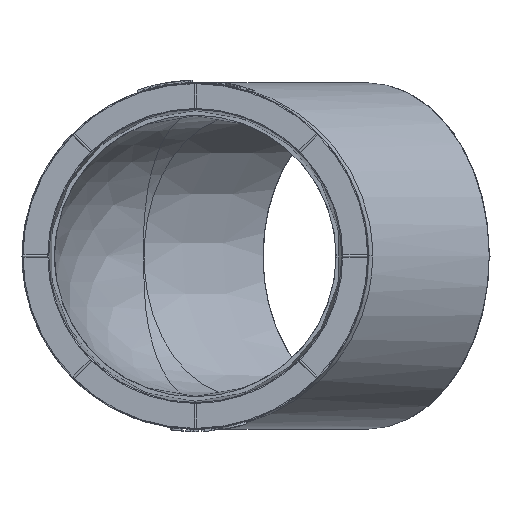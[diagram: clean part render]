
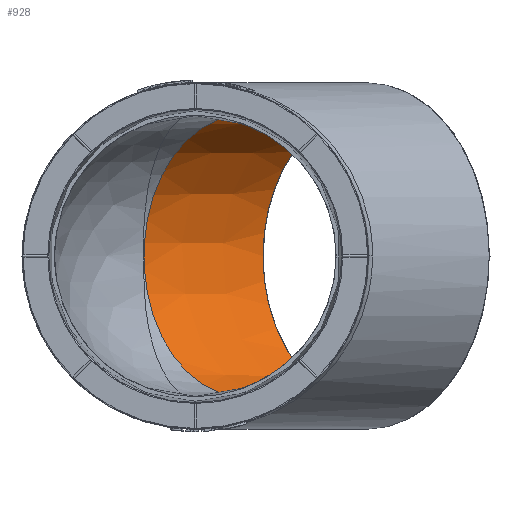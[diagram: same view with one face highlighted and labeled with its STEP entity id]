
A CAD part, left-side view. The second image highlights one B-rep face of the part: STEP entity #928.
In plain terms, the highlighted conical face has half-angle 0.452 degrees and reference radius 31.5 mm.
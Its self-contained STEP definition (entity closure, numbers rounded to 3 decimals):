
#48=CONICAL_SURFACE('',#6173,31.5,0.452);
#928=ADVANCED_FACE('',(#1468,#1469),#48,.F.);
#1390=CIRCLE('',#6170,31.5);
#1391=CIRCLE('',#6172,31.798);
#1468=FACE_BOUND('',#1589,.T.);
#1469=FACE_BOUND('',#1590,.T.);
#1589=EDGE_LOOP('',(#2313));
#1590=EDGE_LOOP('',(#2314));
#2313=ORIENTED_EDGE('',*,*,#4773,.T.);
#2314=ORIENTED_EDGE('',*,*,#4772,.T.);
#4131=VERTEX_POINT('',#17401);
#4132=VERTEX_POINT('',#17404);
#4772=EDGE_CURVE('',#4131,#4131,#1390,.T.);
#4773=EDGE_CURVE('',#4132,#4132,#1391,.T.);
#6170=AXIS2_PLACEMENT_3D('',#17400,#6653,#6654);
#6172=AXIS2_PLACEMENT_3D('',#17403,#6657,#6658);
#6173=AXIS2_PLACEMENT_3D('',#17405,#6659,#6660);
#6653=DIRECTION('',(-0.707,0.707,0.));
#6654=DIRECTION('',(0.5,0.5,0.707));
#6657=DIRECTION('',(0.707,-0.707,0.));
#6658=DIRECTION('',(0.707,0.707,0.));
#6659=DIRECTION('',(0.707,-0.707,0.));
#6660=DIRECTION('',(-0.707,-0.707,0.));
#17400=CARTESIAN_POINT('',(142.74,-10.455,0.));
#17401=CARTESIAN_POINT('',(158.49,5.295,22.274));
#17403=CARTESIAN_POINT('',(169.469,-37.184,0.));
#17404=CARTESIAN_POINT('',(191.954,-14.699,0.));
#17405=CARTESIAN_POINT('',(142.74,-10.455,0.));
